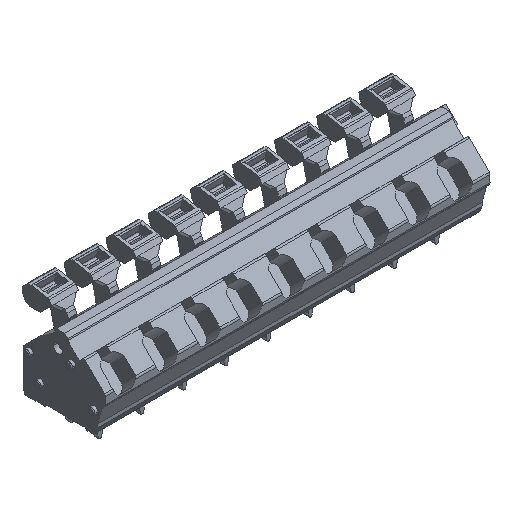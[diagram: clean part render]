
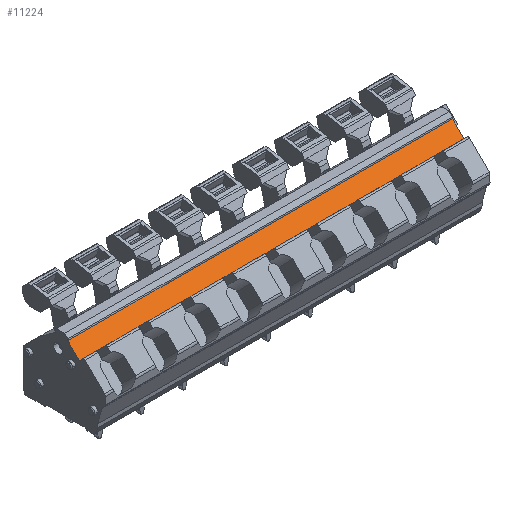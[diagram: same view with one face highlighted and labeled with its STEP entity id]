
A CAD part, isometric view. The second image highlights one B-rep face of the part: STEP entity #11224.
In plain terms, the highlighted planar face has unit normal (0, -0.707, 0.707).
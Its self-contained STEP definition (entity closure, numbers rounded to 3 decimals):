
#11181=AXIS2_PLACEMENT_3D('Plane Axis2P3D',#11178,#11179,#11180) ;
#5641=CARTESIAN_POINT('Vertex',(64.68,4.635,13.589)) ;
#5768=CARTESIAN_POINT('Vertex',(63.02,4.635,13.589)) ;
#5853=CARTESIAN_POINT('Vertex',(57.18,4.635,13.589)) ;
#5939=CARTESIAN_POINT('Vertex',(55.52,4.635,13.589)) ;
#6019=CARTESIAN_POINT('Vertex',(49.68,4.635,13.589)) ;
#6105=CARTESIAN_POINT('Vertex',(48.02,4.635,13.589)) ;
#6185=CARTESIAN_POINT('Vertex',(42.18,4.635,13.589)) ;
#6271=CARTESIAN_POINT('Vertex',(40.52,4.635,13.589)) ;
#6351=CARTESIAN_POINT('Vertex',(34.68,4.635,13.589)) ;
#6437=CARTESIAN_POINT('Vertex',(33.02,4.635,13.589)) ;
#6517=CARTESIAN_POINT('Vertex',(27.18,4.635,13.589)) ;
#6603=CARTESIAN_POINT('Vertex',(25.52,4.635,13.589)) ;
#6683=CARTESIAN_POINT('Vertex',(19.68,4.635,13.589)) ;
#6769=CARTESIAN_POINT('Vertex',(18.02,4.635,13.589)) ;
#6849=CARTESIAN_POINT('Vertex',(12.18,4.635,13.589)) ;
#6935=CARTESIAN_POINT('Vertex',(10.52,4.635,13.589)) ;
#7015=CARTESIAN_POINT('Vertex',(4.68,4.635,13.589)) ;
#9789=CARTESIAN_POINT('Vertex',(69.2,4.635,13.589)) ;
#9792=CARTESIAN_POINT('Line Origine',(66.94,4.635,13.589)) ;
#9809=CARTESIAN_POINT('Line Origine',(63.85,4.636,13.589)) ;
#9821=CARTESIAN_POINT('Line Origine',(60.1,4.635,13.589)) ;
#9833=CARTESIAN_POINT('Line Origine',(56.35,4.636,13.589)) ;
#9845=CARTESIAN_POINT('Line Origine',(52.6,4.635,13.589)) ;
#9857=CARTESIAN_POINT('Line Origine',(48.85,4.636,13.589)) ;
#9869=CARTESIAN_POINT('Line Origine',(45.1,4.635,13.589)) ;
#9881=CARTESIAN_POINT('Line Origine',(41.35,4.636,13.589)) ;
#9893=CARTESIAN_POINT('Line Origine',(37.6,4.635,13.589)) ;
#9905=CARTESIAN_POINT('Line Origine',(33.85,4.636,13.589)) ;
#9917=CARTESIAN_POINT('Line Origine',(30.1,4.635,13.589)) ;
#9929=CARTESIAN_POINT('Line Origine',(26.35,4.636,13.589)) ;
#9941=CARTESIAN_POINT('Line Origine',(22.6,4.635,13.589)) ;
#9953=CARTESIAN_POINT('Line Origine',(18.85,4.636,13.589)) ;
#9965=CARTESIAN_POINT('Line Origine',(15.1,4.635,13.589)) ;
#9977=CARTESIAN_POINT('Line Origine',(11.35,4.636,13.589)) ;
#9989=CARTESIAN_POINT('Line Origine',(7.6,4.635,13.589)) ;
#10005=CARTESIAN_POINT('Vertex',(3.02,4.635,13.589)) ;
#10008=CARTESIAN_POINT('Line Origine',(3.85,4.636,13.589)) ;
#11156=CARTESIAN_POINT('Vertex',(69.2,6.685,15.638)) ;
#11163=CARTESIAN_POINT('Vertex',(0.7,6.685,15.638)) ;
#11166=CARTESIAN_POINT('Line Origine',(4.45,6.685,15.638)) ;
#11178=CARTESIAN_POINT('Axis2P3D Location',(0.7,6.685,15.638)) ;
#11183=CARTESIAN_POINT('Line Origine',(69.2,5.66,14.614)) ;
#11188=CARTESIAN_POINT('Line Origine',(0.7,5.66,14.614)) ;
#11192=CARTESIAN_POINT('Vertex',(0.7,4.635,13.589)) ;
#11195=CARTESIAN_POINT('Line Origine',(1.86,4.635,13.589)) ;
#9793=DIRECTION('Vector Direction',(1.,0.,0.)) ;
#9810=DIRECTION('Vector Direction',(1.,0.,0.)) ;
#9822=DIRECTION('Vector Direction',(1.,0.,0.)) ;
#9834=DIRECTION('Vector Direction',(1.,0.,0.)) ;
#9846=DIRECTION('Vector Direction',(1.,0.,0.)) ;
#9858=DIRECTION('Vector Direction',(1.,0.,0.)) ;
#9870=DIRECTION('Vector Direction',(1.,0.,0.)) ;
#9882=DIRECTION('Vector Direction',(1.,0.,0.)) ;
#9894=DIRECTION('Vector Direction',(1.,0.,0.)) ;
#9906=DIRECTION('Vector Direction',(1.,0.,0.)) ;
#9918=DIRECTION('Vector Direction',(1.,0.,0.)) ;
#9930=DIRECTION('Vector Direction',(1.,0.,0.)) ;
#9942=DIRECTION('Vector Direction',(1.,0.,0.)) ;
#9954=DIRECTION('Vector Direction',(1.,0.,0.)) ;
#9966=DIRECTION('Vector Direction',(1.,0.,0.)) ;
#9978=DIRECTION('Vector Direction',(1.,0.,0.)) ;
#9990=DIRECTION('Vector Direction',(1.,0.,0.)) ;
#10009=DIRECTION('Vector Direction',(1.,0.,0.)) ;
#11167=DIRECTION('Vector Direction',(-1.,0.,0.)) ;
#11179=DIRECTION('Axis2P3D Direction',(0.,-0.707,0.707)) ;
#11180=DIRECTION('Axis2P3D XDirection',(0.,-0.707,-0.707)) ;
#11184=DIRECTION('Vector Direction',(0.,-0.707,-0.707)) ;
#11189=DIRECTION('Vector Direction',(0.,-0.707,-0.707)) ;
#11196=DIRECTION('Vector Direction',(1.,0.,0.)) ;
#9794=VECTOR('Line Direction',#9793,1.) ;
#9811=VECTOR('Line Direction',#9810,1.) ;
#9823=VECTOR('Line Direction',#9822,1.) ;
#9835=VECTOR('Line Direction',#9834,1.) ;
#9847=VECTOR('Line Direction',#9846,1.) ;
#9859=VECTOR('Line Direction',#9858,1.) ;
#9871=VECTOR('Line Direction',#9870,1.) ;
#9883=VECTOR('Line Direction',#9882,1.) ;
#9895=VECTOR('Line Direction',#9894,1.) ;
#9907=VECTOR('Line Direction',#9906,1.) ;
#9919=VECTOR('Line Direction',#9918,1.) ;
#9931=VECTOR('Line Direction',#9930,1.) ;
#9943=VECTOR('Line Direction',#9942,1.) ;
#9955=VECTOR('Line Direction',#9954,1.) ;
#9967=VECTOR('Line Direction',#9966,1.) ;
#9979=VECTOR('Line Direction',#9978,1.) ;
#9991=VECTOR('Line Direction',#9990,1.) ;
#10010=VECTOR('Line Direction',#10009,1.) ;
#11168=VECTOR('Line Direction',#11167,1.) ;
#11185=VECTOR('Line Direction',#11184,1.) ;
#11190=VECTOR('Line Direction',#11189,1.) ;
#11197=VECTOR('Line Direction',#11196,1.) ;
#11201=ORIENTED_EDGE('',*,*,#11187,.F.) ;
#11202=ORIENTED_EDGE('',*,*,#11170,.F.) ;
#11203=ORIENTED_EDGE('',*,*,#11194,.F.) ;
#11204=ORIENTED_EDGE('',*,*,#11199,.T.) ;
#11205=ORIENTED_EDGE('',*,*,#10012,.T.) ;
#11206=ORIENTED_EDGE('',*,*,#9993,.T.) ;
#11207=ORIENTED_EDGE('',*,*,#9981,.T.) ;
#11208=ORIENTED_EDGE('',*,*,#9969,.T.) ;
#11209=ORIENTED_EDGE('',*,*,#9957,.T.) ;
#11210=ORIENTED_EDGE('',*,*,#9945,.T.) ;
#11211=ORIENTED_EDGE('',*,*,#9933,.T.) ;
#11212=ORIENTED_EDGE('',*,*,#9921,.T.) ;
#11213=ORIENTED_EDGE('',*,*,#9909,.T.) ;
#11214=ORIENTED_EDGE('',*,*,#9897,.T.) ;
#11215=ORIENTED_EDGE('',*,*,#9885,.T.) ;
#11216=ORIENTED_EDGE('',*,*,#9873,.T.) ;
#11217=ORIENTED_EDGE('',*,*,#9861,.T.) ;
#11218=ORIENTED_EDGE('',*,*,#9849,.T.) ;
#11219=ORIENTED_EDGE('',*,*,#9837,.T.) ;
#11220=ORIENTED_EDGE('',*,*,#9825,.T.) ;
#11221=ORIENTED_EDGE('',*,*,#9813,.T.) ;
#11222=ORIENTED_EDGE('',*,*,#9796,.T.) ;
#11224=ADVANCED_FACE('HOUSING',(#11223),#11182,.T.) ;
#9796=EDGE_CURVE('',#5642,#9790,#9795,.T.) ;
#9813=EDGE_CURVE('',#5769,#5642,#9812,.T.) ;
#9825=EDGE_CURVE('',#5854,#5769,#9824,.T.) ;
#9837=EDGE_CURVE('',#5940,#5854,#9836,.T.) ;
#9849=EDGE_CURVE('',#6020,#5940,#9848,.T.) ;
#9861=EDGE_CURVE('',#6106,#6020,#9860,.T.) ;
#9873=EDGE_CURVE('',#6186,#6106,#9872,.T.) ;
#9885=EDGE_CURVE('',#6272,#6186,#9884,.T.) ;
#9897=EDGE_CURVE('',#6352,#6272,#9896,.T.) ;
#9909=EDGE_CURVE('',#6438,#6352,#9908,.T.) ;
#9921=EDGE_CURVE('',#6518,#6438,#9920,.T.) ;
#9933=EDGE_CURVE('',#6604,#6518,#9932,.T.) ;
#9945=EDGE_CURVE('',#6684,#6604,#9944,.T.) ;
#9957=EDGE_CURVE('',#6770,#6684,#9956,.T.) ;
#9969=EDGE_CURVE('',#6850,#6770,#9968,.T.) ;
#9981=EDGE_CURVE('',#6936,#6850,#9980,.T.) ;
#9993=EDGE_CURVE('',#7016,#6936,#9992,.T.) ;
#10012=EDGE_CURVE('',#10006,#7016,#10011,.T.) ;
#11170=EDGE_CURVE('',#11164,#11157,#11169,.F.) ;
#11187=EDGE_CURVE('',#11157,#9790,#11186,.T.) ;
#11194=EDGE_CURVE('',#11193,#11164,#11191,.F.) ;
#11199=EDGE_CURVE('',#11193,#10006,#11198,.T.) ;
#11200=EDGE_LOOP('',(#11201,#11202,#11203,#11204,#11205,#11206,#11207,#11208,#11209,#11210,#11211,#11212,#11213,#11214,#11215,#11216,#11217,#11218,#11219,#11220,#11221,#11222)) ;
#11223=FACE_OUTER_BOUND('',#11200,.T.) ;
#9795=LINE('Line',#9792,#9794) ;
#9812=LINE('Line',#9809,#9811) ;
#9824=LINE('Line',#9821,#9823) ;
#9836=LINE('Line',#9833,#9835) ;
#9848=LINE('Line',#9845,#9847) ;
#9860=LINE('Line',#9857,#9859) ;
#9872=LINE('Line',#9869,#9871) ;
#9884=LINE('Line',#9881,#9883) ;
#9896=LINE('Line',#9893,#9895) ;
#9908=LINE('Line',#9905,#9907) ;
#9920=LINE('Line',#9917,#9919) ;
#9932=LINE('Line',#9929,#9931) ;
#9944=LINE('Line',#9941,#9943) ;
#9956=LINE('Line',#9953,#9955) ;
#9968=LINE('Line',#9965,#9967) ;
#9980=LINE('Line',#9977,#9979) ;
#9992=LINE('Line',#9989,#9991) ;
#10011=LINE('Line',#10008,#10010) ;
#11169=LINE('Line',#11166,#11168) ;
#11186=LINE('Line',#11183,#11185) ;
#11191=LINE('Line',#11188,#11190) ;
#11198=LINE('Line',#11195,#11197) ;
#11182=PLANE('',#11181) ;
#5642=VERTEX_POINT('',#5641) ;
#5769=VERTEX_POINT('',#5768) ;
#5854=VERTEX_POINT('',#5853) ;
#5940=VERTEX_POINT('',#5939) ;
#6020=VERTEX_POINT('',#6019) ;
#6106=VERTEX_POINT('',#6105) ;
#6186=VERTEX_POINT('',#6185) ;
#6272=VERTEX_POINT('',#6271) ;
#6352=VERTEX_POINT('',#6351) ;
#6438=VERTEX_POINT('',#6437) ;
#6518=VERTEX_POINT('',#6517) ;
#6604=VERTEX_POINT('',#6603) ;
#6684=VERTEX_POINT('',#6683) ;
#6770=VERTEX_POINT('',#6769) ;
#6850=VERTEX_POINT('',#6849) ;
#6936=VERTEX_POINT('',#6935) ;
#7016=VERTEX_POINT('',#7015) ;
#9790=VERTEX_POINT('',#9789) ;
#10006=VERTEX_POINT('',#10005) ;
#11157=VERTEX_POINT('',#11156) ;
#11164=VERTEX_POINT('',#11163) ;
#11193=VERTEX_POINT('',#11192) ;
